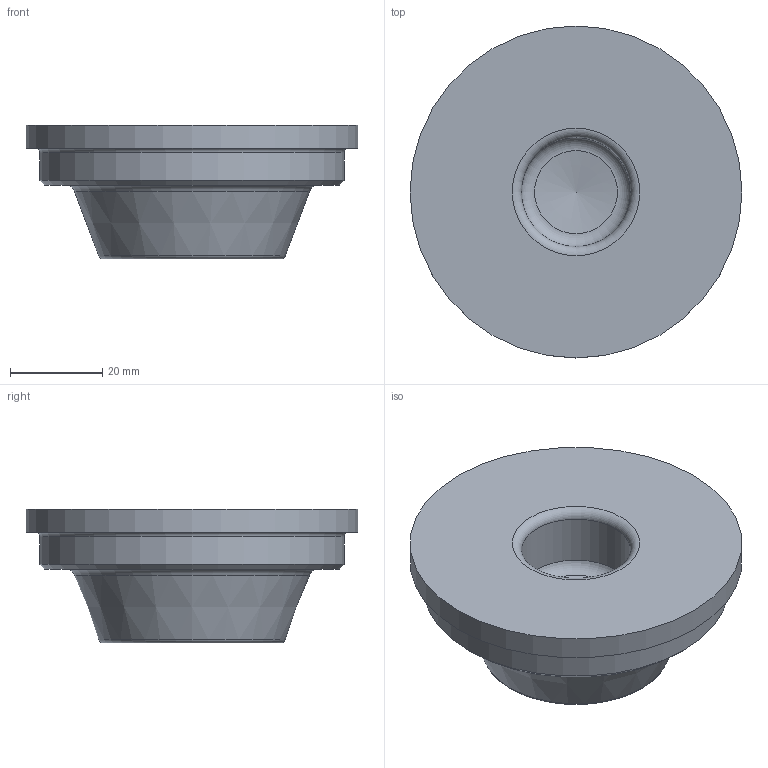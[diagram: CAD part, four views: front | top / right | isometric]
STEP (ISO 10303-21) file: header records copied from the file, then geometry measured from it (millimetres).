
FILE_DESCRIPTION( ( 'Unknown' ), '1' );
FILE_NAME( 'gear.stp', 'Unknown', ( 'Unknown' ), ( 'Unknown' ), 'XStep 1.0', 'Unknown', ' ' );
FILE_SCHEMA( ( 'CONFIG_CONTROL_DESIGN' ) );
Length unit declared in the file: millimetre
Products named in the file (1): 1
Bounding box: 72 x 72 x 29 mm (x, y, z)
Volume: 64315.2 mm3; surface area: 13679.3 mm2
Topology: 1 solids, 1 shells, 19 faces, 33 edges, 19 vertices
Faces by surface type: torus 7, plane 5, cylinder 4, cone 3
Full cylindrical faces by diameter (mm): 23.667 x1, 24 x1, 66 x1, 72 x1
Entity records: 422 total; most frequent: DIRECTION 76, CARTESIAN_POINT 57, AXIS2_PLACEMENT_3D 38, EDGE_LOOP 36, ORIENTED_EDGE 36, FACE_OUTER_BOUND 30, ADVANCED_FACE 19, VERTEX_POINT 19
